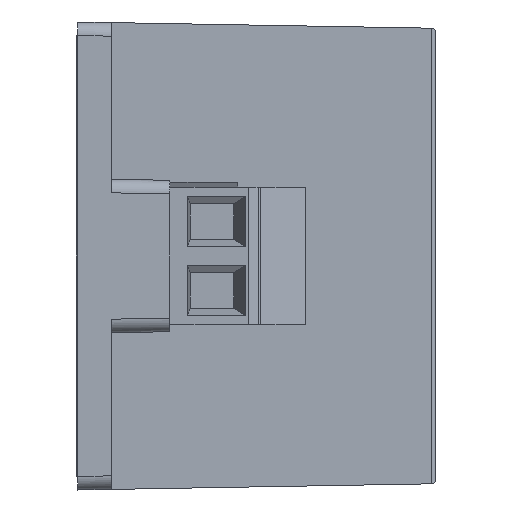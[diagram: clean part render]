
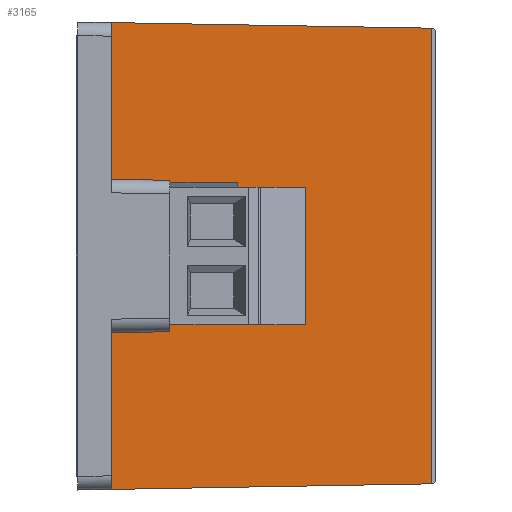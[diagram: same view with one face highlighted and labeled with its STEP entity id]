
A CAD part, left-side view. The second image highlights one B-rep face of the part: STEP entity #3165.
In plain terms, the highlighted planar face has unit normal (-1, -0.018, 0).
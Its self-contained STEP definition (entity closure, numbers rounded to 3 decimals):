
#2987 = EDGE_CURVE ( 'NONE', #3003, #3075, #7911, .T. ) ;
#3003 = VERTEX_POINT ( 'NONE', #7939 ) ;
#3075 = VERTEX_POINT ( 'NONE', #8054 ) ;
#3165 = ADVANCED_FACE ( 'NONE', ( #8182 ), #8181, .T. ) ;
#3166 = EDGE_LOOP ( 'NONE', ( #3167, #3227, #3229, #3230, #3232, #3233, #3236, #3212 ) ) ;
#3167 = ORIENTED_EDGE ( 'NONE', *, *, #3193, .F. ) ;
#3176 = EDGE_CURVE ( 'NONE', #3177, #3178, #8214, .T. ) ;
#3177 = VERTEX_POINT ( 'NONE', #8210 ) ;
#3178 = VERTEX_POINT ( 'NONE', #8209 ) ;
#3191 = VERTEX_POINT ( 'NONE', #8239 ) ;
#3193 = EDGE_CURVE ( 'NONE', #3191, #3194, #8238, .T. ) ;
#3194 = VERTEX_POINT ( 'NONE', #8234 ) ;
#3212 = ORIENTED_EDGE ( 'NONE', *, *, #3213, .T. ) ;
#3213 = EDGE_CURVE ( 'NONE', #3238, #3194, #8315, .T. ) ;
#3227 = ORIENTED_EDGE ( 'NONE', *, *, #3228, .T. ) ;
#3228 = EDGE_CURVE ( 'NONE', #3191, #3003, #8334, .T. ) ;
#3229 = ORIENTED_EDGE ( 'NONE', *, *, #2987, .T. ) ;
#3230 = ORIENTED_EDGE ( 'NONE', *, *, #3231, .T. ) ;
#3231 = EDGE_CURVE ( 'NONE', #3075, #3178, #8330, .T. ) ;
#3232 = ORIENTED_EDGE ( 'NONE', *, *, #3176, .F. ) ;
#3233 = ORIENTED_EDGE ( 'NONE', *, *, #3234, .F. ) ;
#3234 = EDGE_CURVE ( 'NONE', #3235, #3177, #8326, .T. ) ;
#3235 = VERTEX_POINT ( 'NONE', #8322 ) ;
#3236 = ORIENTED_EDGE ( 'NONE', *, *, #3237, .T. ) ;
#3237 = EDGE_CURVE ( 'NONE', #3235, #3238, #8321, .T. ) ;
#3238 = VERTEX_POINT ( 'NONE', #8317 ) ;
#7908 = DIRECTION ( 'NONE',  ( 0., 0., -1. ) ) ;
#7909 = VECTOR ( 'NONE', #7908, 1000. ) ;
#7910 = CARTESIAN_POINT ( 'NONE',  ( -32.881, -6.8, -17.25 ) ) ;
#7911 = LINE ( 'NONE', #7910, #7909 ) ;
#7939 = CARTESIAN_POINT ( 'NONE',  ( -32.881, -6.8, 5.581 ) ) ;
#8054 = CARTESIAN_POINT ( 'NONE',  ( -32.881, -6.8, -5.581 ) ) ;
#8177 = DIRECTION ( 'NONE',  ( 0.017, -1., 0. ) ) ;
#8178 = DIRECTION ( 'NONE',  ( -1., -0.017, 0. ) ) ;
#8179 = AXIS2_PLACEMENT_3D ( 'NONE', #8180, #8178, #8177 ) ;
#8180 = CARTESIAN_POINT ( 'NONE',  ( -33., 0., -17.25 ) ) ;
#8181 = PLANE ( 'NONE',  #8179 ) ;
#8182 = FACE_OUTER_BOUND ( 'NONE', #3166, .T. ) ;
#8209 = CARTESIAN_POINT ( 'NONE',  ( -32.956, -2.5, -5.656 ) ) ;
#8210 = CARTESIAN_POINT ( 'NONE',  ( -32.956, -2.5, -17.206 ) ) ;
#8211 = DIRECTION ( 'NONE',  ( 0., 0., 1. ) ) ;
#8212 = VECTOR ( 'NONE', #8211, 1000. ) ;
#8213 = CARTESIAN_POINT ( 'NONE',  ( -32.956, -2.5, -17.25 ) ) ;
#8214 = LINE ( 'NONE', #8213, #8212 ) ;
#8234 = CARTESIAN_POINT ( 'NONE',  ( -32.956, -2.5, 17.206 ) ) ;
#8235 = DIRECTION ( 'NONE',  ( 0., 0., 1. ) ) ;
#8236 = VECTOR ( 'NONE', #8235, 1000. ) ;
#8237 = CARTESIAN_POINT ( 'NONE',  ( -32.956, -2.5, -17.25 ) ) ;
#8238 = LINE ( 'NONE', #8237, #8236 ) ;
#8239 = CARTESIAN_POINT ( 'NONE',  ( -32.956, -2.5, 5.656 ) ) ;
#8312 = DIRECTION ( 'NONE',  ( -0.017, 1., 0.017 ) ) ;
#8313 = VECTOR ( 'NONE', #8312, 1000. ) ;
#8314 = CARTESIAN_POINT ( 'NONE',  ( -32.989, -0.602, 17.239 ) ) ;
#8315 = LINE ( 'NONE', #8314, #8313 ) ;
#8317 = CARTESIAN_POINT ( 'NONE',  ( -32.544, -26.105, 16.794 ) ) ;
#8318 = DIRECTION ( 'NONE',  ( 0., 0., 1. ) ) ;
#8319 = VECTOR ( 'NONE', #8318, 1000. ) ;
#8320 = CARTESIAN_POINT ( 'NONE',  ( -32.544, -26.105, 16.789 ) ) ;
#8321 = LINE ( 'NONE', #8320, #8319 ) ;
#8322 = CARTESIAN_POINT ( 'NONE',  ( -32.544, -26.105, -16.794 ) ) ;
#8323 = DIRECTION ( 'NONE',  ( -0.017, 1., -0.017 ) ) ;
#8324 = VECTOR ( 'NONE', #8323, 1000. ) ;
#8325 = CARTESIAN_POINT ( 'NONE',  ( -33., 0., -17.25 ) ) ;
#8326 = LINE ( 'NONE', #8325, #8324 ) ;
#8327 = DIRECTION ( 'NONE',  ( -0.017, 1., -0.017 ) ) ;
#8328 = VECTOR ( 'NONE', #8327, 1000. ) ;
#8329 = CARTESIAN_POINT ( 'NONE',  ( -33.004, 0.201, -5.704 ) ) ;
#8330 = LINE ( 'NONE', #8329, #8328 ) ;
#8331 = DIRECTION ( 'NONE',  ( 0.017, -1., -0.017 ) ) ;
#8332 = VECTOR ( 'NONE', #8331, 1000. ) ;
#8333 = CARTESIAN_POINT ( 'NONE',  ( -32.993, -0.4, 5.693 ) ) ;
#8334 = LINE ( 'NONE', #8333, #8332 ) ;
